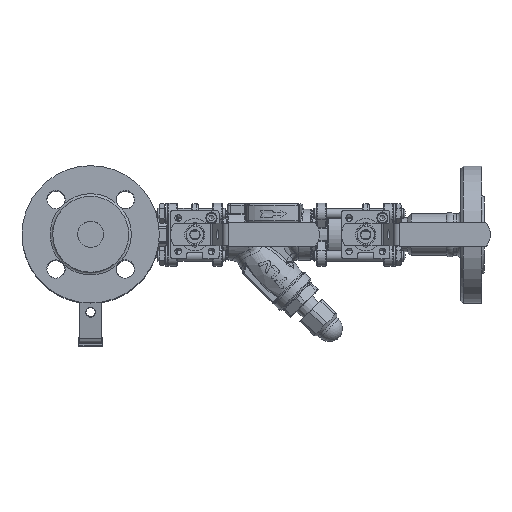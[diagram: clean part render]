
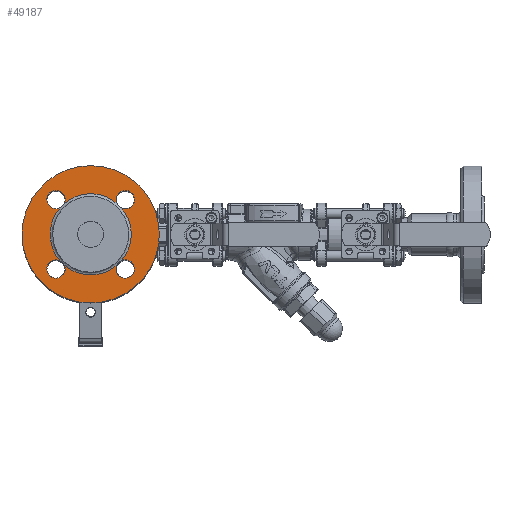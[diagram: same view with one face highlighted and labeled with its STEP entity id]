
A CAD part, top view. The second image highlights one B-rep face of the part: STEP entity #49187.
In plain terms, the highlighted planar face has unit normal (0, 0, 1).
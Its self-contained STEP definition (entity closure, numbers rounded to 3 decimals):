
#4929=FACE_BOUND('',#10978,.T.);
#5574=PLANE('',#53749);
#7757=FACE_OUTER_BOUND('',#10977,.T.);
#10977=EDGE_LOOP('',(#39703));
#10978=EDGE_LOOP('',(#39704,#39705,#39706,#39707,#39708,#39709,#39710,#39711,
#39712,#39713,#39714,#39715,#39716));
#18809=CIRCLE('',#53750,52.5);
#18810=CIRCLE('',#53751,31.);
#18811=CIRCLE('',#53752,7.);
#18812=CIRCLE('',#53753,7.);
#18813=CIRCLE('',#53754,31.);
#18814=CIRCLE('',#53755,7.);
#18815=CIRCLE('',#53756,7.);
#18816=CIRCLE('',#53757,31.);
#18817=CIRCLE('',#53758,7.);
#18818=CIRCLE('',#53759,7.);
#18819=CIRCLE('',#53760,31.);
#18820=CIRCLE('',#53761,31.);
#18821=CIRCLE('',#53762,7.);
#18822=CIRCLE('',#53763,7.);
#22293=VERTEX_POINT('',#88425);
#22294=VERTEX_POINT('',#88427);
#22295=VERTEX_POINT('',#88428);
#22296=VERTEX_POINT('',#88430);
#22297=VERTEX_POINT('',#88432);
#22298=VERTEX_POINT('',#88434);
#22299=VERTEX_POINT('',#88436);
#22300=VERTEX_POINT('',#88438);
#22301=VERTEX_POINT('',#88440);
#22302=VERTEX_POINT('',#88442);
#22303=VERTEX_POINT('',#88444);
#22304=VERTEX_POINT('',#88446);
#22305=VERTEX_POINT('',#88448);
#22306=VERTEX_POINT('',#88450);
#28385=EDGE_CURVE('',#22293,#22293,#18809,.T.);
#28386=EDGE_CURVE('',#22294,#22295,#18810,.T.);
#28387=EDGE_CURVE('',#22294,#22296,#18811,.T.);
#28388=EDGE_CURVE('',#22296,#22297,#18812,.T.);
#28389=EDGE_CURVE('',#22298,#22297,#18813,.T.);
#28390=EDGE_CURVE('',#22298,#22299,#18814,.T.);
#28391=EDGE_CURVE('',#22299,#22300,#18815,.T.);
#28392=EDGE_CURVE('',#22301,#22300,#18816,.T.);
#28393=EDGE_CURVE('',#22301,#22302,#18817,.T.);
#28394=EDGE_CURVE('',#22302,#22303,#18818,.T.);
#28395=EDGE_CURVE('',#22304,#22303,#18819,.T.);
#28396=EDGE_CURVE('',#22305,#22304,#18820,.T.);
#28397=EDGE_CURVE('',#22305,#22306,#18821,.T.);
#28398=EDGE_CURVE('',#22306,#22295,#18822,.T.);
#39703=ORIENTED_EDGE('',*,*,#28385,.F.);
#39704=ORIENTED_EDGE('',*,*,#28386,.F.);
#39705=ORIENTED_EDGE('',*,*,#28387,.T.);
#39706=ORIENTED_EDGE('',*,*,#28388,.T.);
#39707=ORIENTED_EDGE('',*,*,#28389,.F.);
#39708=ORIENTED_EDGE('',*,*,#28390,.T.);
#39709=ORIENTED_EDGE('',*,*,#28391,.T.);
#39710=ORIENTED_EDGE('',*,*,#28392,.F.);
#39711=ORIENTED_EDGE('',*,*,#28393,.T.);
#39712=ORIENTED_EDGE('',*,*,#28394,.T.);
#39713=ORIENTED_EDGE('',*,*,#28395,.F.);
#39714=ORIENTED_EDGE('',*,*,#28396,.F.);
#39715=ORIENTED_EDGE('',*,*,#28397,.T.);
#39716=ORIENTED_EDGE('',*,*,#28398,.T.);
#49187=ADVANCED_FACE('',(#7757,#4929),#5574,.F.);
#53749=AXIS2_PLACEMENT_3D('',#88424,#63908,#63909);
#53750=AXIS2_PLACEMENT_3D('',#88426,#63910,#63911);
#53751=AXIS2_PLACEMENT_3D('',#88429,#63912,#63913);
#53752=AXIS2_PLACEMENT_3D('',#88431,#63914,#63915);
#53753=AXIS2_PLACEMENT_3D('',#88433,#63916,#63917);
#53754=AXIS2_PLACEMENT_3D('',#88435,#63918,#63919);
#53755=AXIS2_PLACEMENT_3D('',#88437,#63920,#63921);
#53756=AXIS2_PLACEMENT_3D('',#88439,#63922,#63923);
#53757=AXIS2_PLACEMENT_3D('',#88441,#63924,#63925);
#53758=AXIS2_PLACEMENT_3D('',#88443,#63926,#63927);
#53759=AXIS2_PLACEMENT_3D('',#88445,#63928,#63929);
#53760=AXIS2_PLACEMENT_3D('',#88447,#63930,#63931);
#53761=AXIS2_PLACEMENT_3D('',#88449,#63932,#63933);
#53762=AXIS2_PLACEMENT_3D('',#88451,#63934,#63935);
#53763=AXIS2_PLACEMENT_3D('',#88452,#63936,#63937);
#63908=DIRECTION('center_axis',(0.,0.,
-1.));
#63909=DIRECTION('ref_axis',(1.,0.,0.));
#63910=DIRECTION('center_axis',(0.,0.,
-1.));
#63911=DIRECTION('ref_axis',(1.,0.,0.));
#63912=DIRECTION('center_axis',(0.,0.,
1.));
#63913=DIRECTION('ref_axis',(1.,0.,0.));
#63914=DIRECTION('center_axis',(0.,0.,
-1.));
#63915=DIRECTION('ref_axis',(1.,0.,0.));
#63916=DIRECTION('center_axis',(0.,0.,
-1.));
#63917=DIRECTION('ref_axis',(1.,0.,0.));
#63918=DIRECTION('center_axis',(0.,0.,
1.));
#63919=DIRECTION('ref_axis',(1.,0.,0.));
#63920=DIRECTION('center_axis',(0.,0.,
-1.));
#63921=DIRECTION('ref_axis',(0.,-1.,0.));
#63922=DIRECTION('center_axis',(0.,0.,
-1.));
#63923=DIRECTION('ref_axis',(0.,-1.,0.));
#63924=DIRECTION('center_axis',(0.,0.,
1.));
#63925=DIRECTION('ref_axis',(1.,0.,0.));
#63926=DIRECTION('center_axis',(0.,0.,
-1.));
#63927=DIRECTION('ref_axis',(-1.,0.,0.));
#63928=DIRECTION('center_axis',(0.,0.,
-1.));
#63929=DIRECTION('ref_axis',(-1.,0.,0.));
#63930=DIRECTION('center_axis',(0.,0.,
1.));
#63931=DIRECTION('ref_axis',(1.,0.,0.));
#63932=DIRECTION('center_axis',(0.,0.,
1.));
#63933=DIRECTION('ref_axis',(1.,0.,0.));
#63934=DIRECTION('center_axis',(0.,0.,
-1.));
#63935=DIRECTION('ref_axis',(0.,1.,0.));
#63936=DIRECTION('center_axis',(0.,0.,
-1.));
#63937=DIRECTION('ref_axis',(0.,1.,0.));
#88424=CARTESIAN_POINT('Origin',(-145.036,18.833,177.983));
#88425=CARTESIAN_POINT('',(-197.536,18.833,177.983));
#88426=CARTESIAN_POINT('Origin',(-145.036,18.833,177.983));
#88427=CARTESIAN_POINT('',(-124.848,42.358,177.983));
#88428=CARTESIAN_POINT('',(-165.223,42.358,177.983));
#88429=CARTESIAN_POINT('Origin',(-145.036,18.833,177.983));
#88430=CARTESIAN_POINT('',(-125.519,45.349,177.983));
#88431=CARTESIAN_POINT('Origin',(-118.519,45.349,177.983));
#88432=CARTESIAN_POINT('',(-121.51,39.02,177.983));
#88433=CARTESIAN_POINT('Origin',(-118.519,45.349,177.983));
#88434=CARTESIAN_POINT('',(-121.51,-1.355,177.983));
#88435=CARTESIAN_POINT('Origin',(-145.036,18.833,177.983));
#88436=CARTESIAN_POINT('',(-118.519,-0.684,177.983));
#88437=CARTESIAN_POINT('Origin',(-118.519,-7.684,177.983));
#88438=CARTESIAN_POINT('',(-124.848,-4.693,177.983));
#88439=CARTESIAN_POINT('Origin',(-118.519,-7.684,177.983));
#88440=CARTESIAN_POINT('',(-165.223,-4.693,177.983));
#88441=CARTESIAN_POINT('Origin',(-145.036,18.833,177.983));
#88442=CARTESIAN_POINT('',(-164.552,-7.684,177.983));
#88443=CARTESIAN_POINT('Origin',(-171.552,-7.684,177.983));
#88444=CARTESIAN_POINT('',(-168.562,-1.355,177.983));
#88445=CARTESIAN_POINT('Origin',(-171.552,-7.684,177.983));
#88446=CARTESIAN_POINT('',(-176.036,18.833,177.983));
#88447=CARTESIAN_POINT('Origin',(-145.036,18.833,177.983));
#88448=CARTESIAN_POINT('',(-168.562,39.02,177.983));
#88449=CARTESIAN_POINT('Origin',(-145.036,18.833,177.983));
#88450=CARTESIAN_POINT('',(-171.552,38.349,177.983));
#88451=CARTESIAN_POINT('Origin',(-171.552,45.349,177.983));
#88452=CARTESIAN_POINT('Origin',(-171.552,45.349,177.983));
